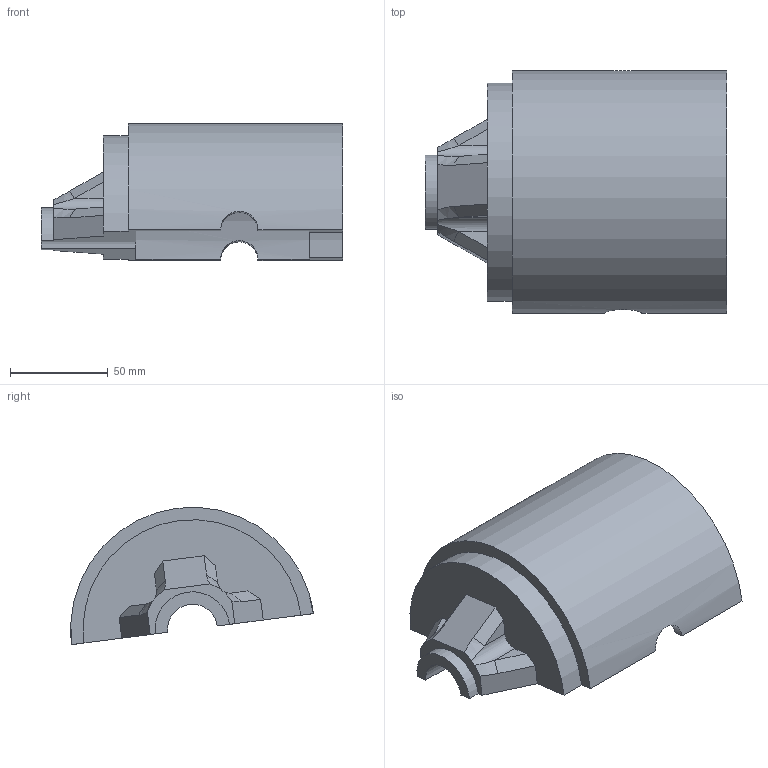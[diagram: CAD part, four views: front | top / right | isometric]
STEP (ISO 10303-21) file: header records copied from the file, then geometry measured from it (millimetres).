
FILE_DESCRIPTION (( 'STEP AP203' ), '1' );
FILE_NAME ('FDCasing_Secondary.STEP', '2023-07-27T05:57:24', ( '' ), ( '' ), 'SwSTEP 2.0', 'SolidWorks 2021', '' );
FILE_SCHEMA (( 'CONFIG_CONTROL_DESIGN' ));
Length unit declared in the file: centimetre
Products named in the file (4): Part 65; Front Axle Assembly _1_; FDCasing_Secondary; Differential Gears _1_
Assembly tree (3 placements, depth 4):
  FDCasing_Secondary
    Front Axle Assembly _1_
      Differential Gears _1_
        Part 65
Bounding box: 153.99 x 123.95 x 70.09 mm (x, y, z)
Volume: 227917.9 mm3; surface area: 63466.3 mm2
Topology: 1 solids, 1 shells, 36 faces, 98 edges, 64 vertices
Faces by surface type: plane 22, cylinder 10, bspline 4
Entity records: 1807 total; most frequent: CARTESIAN_POINT 517, ORIENTED_EDGE 196, DIRECTION 174, EDGE_CURVE 98, VERTEX_POINT 64, VECTOR 62, LINE 62, AXIS2_PLACEMENT_3D 56
